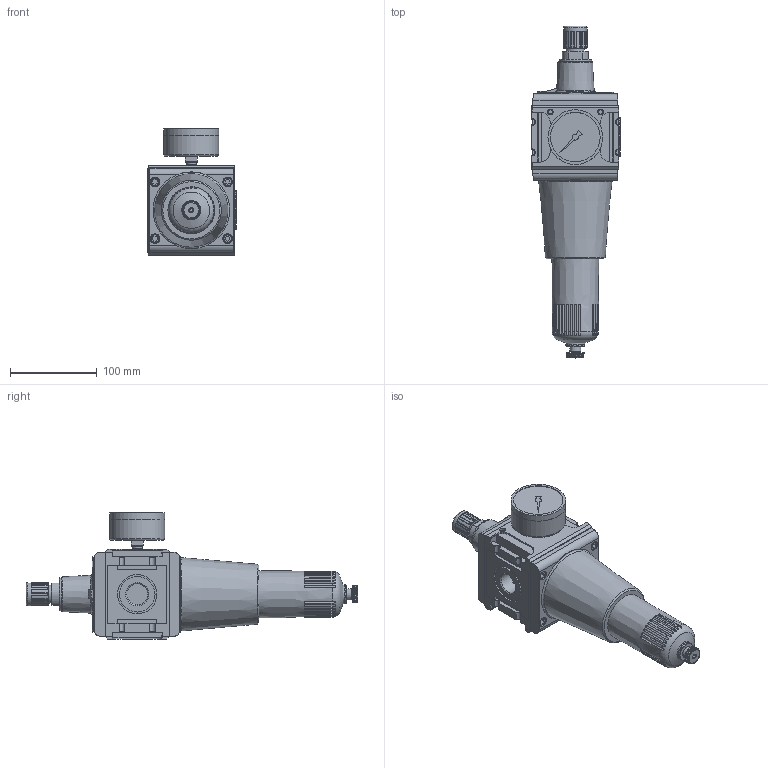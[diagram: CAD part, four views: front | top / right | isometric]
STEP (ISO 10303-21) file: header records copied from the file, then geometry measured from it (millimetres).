
FILE_DESCRIPTION( ( 'STEP AP203' ), '1' );
FILE_NAME( '9_2154_00_330_2_03.stp', ' ', ( ' ' ), ( ' ' ), 'PSStep 15.0.47', 'PARTsolutions', ' ' );
FILE_SCHEMA( ( 'CONFIG_CONTROL_DESIGN' ) );
Length unit declared in the file: millimetre
Products named in the file (4): 9.2154.00.330; _C 55-K 3-HA-00100-G; _C 55-K 3-HA-2; _C 55-K 3-HA--P1
Assembly tree (3 placements, depth 2):
  9.2154.00.330
    _C 55-K 3-HA-00100-G
    _C 55-K 3-HA-2
    _C 55-K 3-HA--P1
Bounding box: 101.5 x 382 x 145 mm (x, y, z)
Volume: 1752475.3 mm3; surface area: 136727.4 mm2
Topology: 3 solids, 3 shells, 633 faces, 1658 edges, 1096 vertices
Faces by surface type: plane 371, cylinder 209, cone 31, torus 21, sphere 1
Full cylindrical faces by diameter (mm): 4 x1, 4.917 x4, 6.7 x4, 9.728 x1, 10 x8, 11 x8, 11.445 x2, 13.157 x1, 19.2 x2, 20 x1, 21 x1, 22 x1, 24.117 x2, 27 x1, 36.2 x1, 37.5 x1, 40.9 x1, 41 x1, 45 x1, 45.1 x1, 57 x1, 62.96 x1, 63 x2, 87 x1
Entity records: 21065 total; most frequent: CARTESIAN_POINT 5740, ORIENTED_EDGE 3106, DIRECTION 3100, EDGE_CURVE 1553, AXIS2_PLACEMENT_3D 1135, VERTEX_POINT 1077, LINE 830, VECTOR 830
